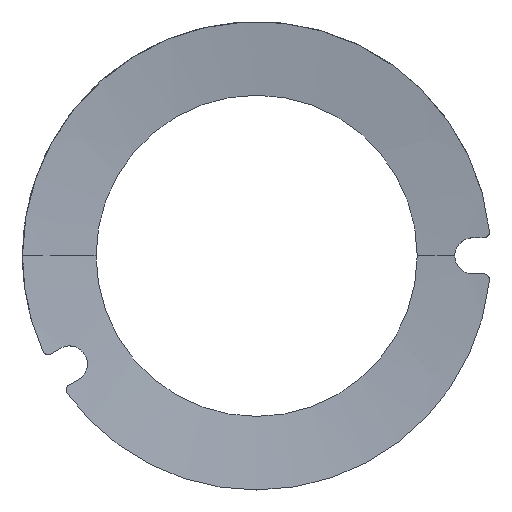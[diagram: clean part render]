
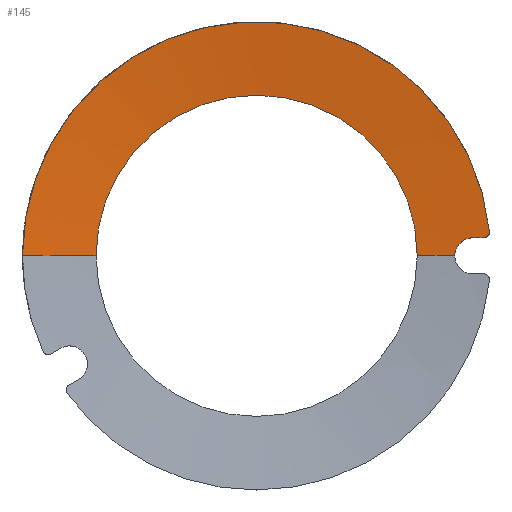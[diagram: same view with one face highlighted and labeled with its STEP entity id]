
A CAD part, front view. The second image highlights one B-rep face of the part: STEP entity #145.
In plain terms, the highlighted spherical face has radius 270.25 mm.
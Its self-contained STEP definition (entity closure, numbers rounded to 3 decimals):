
#6 = DIRECTION ( 'NONE',  ( 0., 0., -1. ) ) ;
#24 = B_SPLINE_CURVE_WITH_KNOTS ( 'NONE', 3,
 ( #486, #475, #181, #175, #310, #418, #190, #303, #370, #540, #647, #725, #438, #652, #665, #136, #603, #148 ),
 .UNSPECIFIED., .F., .F.,
 ( 4, 2, 2, 2, 2, 2, 2, 2, 4 ),
 ( 0.005, 0.005, 0.006, 0.006, 0.007, 0.008, 0.008, 0.009, 0.009 ),
 .UNSPECIFIED. ) ;
#32 = CARTESIAN_POINT ( 'NONE',  ( 26.75, 268.923, 0. ) ) ;
#40 = CIRCLE ( 'NONE', #464, 270.25 ) ;
#45 = SPHERICAL_SURFACE ( 'NONE', #403, 270.25 ) ;
#65 = DIRECTION ( 'NONE',  ( 0., -1., 0. ) ) ;
#71 = CARTESIAN_POINT ( 'NONE',  ( 38.783, 267.421, 4.105 ) ) ;
#87 = VERTEX_POINT ( 'NONE', #105 ) ;
#104 = DIRECTION ( 'NONE',  ( 0., 0., -1. ) ) ;
#105 = CARTESIAN_POINT ( 'NONE',  ( -39., 267.421, 0. ) ) ;
#114 = CARTESIAN_POINT ( 'NONE',  ( 0., 0., 0. ) ) ;
#123 = EDGE_CURVE ( 'NONE', #708, #616, #337, .T. ) ;
#124 = ORIENTED_EDGE ( 'NONE', *, *, #551, .F. ) ;
#136 = CARTESIAN_POINT ( 'NONE',  ( 35.606, 267.878, 2.98 ) ) ;
#141 = DIRECTION ( 'NONE',  ( 0., -1., 0. ) ) ;
#145 = ADVANCED_FACE ( 'NONE', ( #348 ), #45, .F. ) ;
#148 = CARTESIAN_POINT ( 'NONE',  ( 36., 267.825, 3. ) ) ;
#175 = CARTESIAN_POINT ( 'NONE',  ( 33.097, 268.215, 0.782 ) ) ;
#176 = VERTEX_POINT ( 'NONE', #481 ) ;
#181 = CARTESIAN_POINT ( 'NONE',  ( 33.02, 268.225, 0.396 ) ) ;
#182 = VERTEX_POINT ( 'NONE', #236 ) ;
#185 = CARTESIAN_POINT ( 'NONE',  ( 37.789, 267.578, 3. ) ) ;
#190 = CARTESIAN_POINT ( 'NONE',  ( 33.4, 268.174, 1.509 ) ) ;
#193 = EDGE_CURVE ( 'NONE', #616, #221, #472, .T. ) ;
#199 = EDGE_LOOP ( 'NONE', ( #124, #314, #308, #597, #666, #643, #750, #657 ) ) ;
#221 = VERTEX_POINT ( 'NONE', #251 ) ;
#230 = AXIS2_PLACEMENT_3D ( 'NONE', #511, #141, #668 ) ;
#236 = CARTESIAN_POINT ( 'NONE',  ( 33., 268.228, 0. ) ) ;
#241 = DIRECTION ( 'NONE',  ( 0., 0., -1. ) ) ;
#251 = CARTESIAN_POINT ( 'NONE',  ( 38.783, 267.421, 4.105 ) ) ;
#253 = EDGE_CURVE ( 'NONE', #182, #708, #24, .T. ) ;
#262 = CIRCLE ( 'NONE', #762, 26.75 ) ;
#286 = CARTESIAN_POINT ( 'NONE',  ( 0., 0., 0. ) ) ;
#298 = CARTESIAN_POINT ( 'NONE',  ( 37.929, 267.558, 3. ) ) ;
#303 = CARTESIAN_POINT ( 'NONE',  ( 33.618, 268.145, 1.834 ) ) ;
#308 = ORIENTED_EDGE ( 'NONE', *, *, #328, .F. ) ;
#310 = CARTESIAN_POINT ( 'NONE',  ( 33.154, 268.207, 0.97 ) ) ;
#314 = ORIENTED_EDGE ( 'NONE', *, *, #697, .F. ) ;
#319 = CIRCLE ( 'NONE', #383, 39. ) ;
#326 = DIRECTION ( 'NONE',  ( 1., 0., 0. ) ) ;
#328 = EDGE_CURVE ( 'NONE', #553, #176, #560, .T. ) ;
#337 = CIRCLE ( 'NONE', #609, 270.233 ) ;
#348 = FACE_OUTER_BOUND ( 'NONE', #199, .T. ) ;
#357 = DIRECTION ( 'NONE',  ( -1., 0., 0. ) ) ;
#358 = CARTESIAN_POINT ( 'NONE',  ( 38.437, 267.483, 3.226 ) ) ;
#365 = CARTESIAN_POINT ( 'NONE',  ( 38.783, 267.425, 3.822 ) ) ;
#370 = CARTESIAN_POINT ( 'NONE',  ( 33.742, 268.128, 1.986 ) ) ;
#373 = CARTESIAN_POINT ( 'NONE',  ( 38.624, 267.454, 3.432 ) ) ;
#378 = EDGE_CURVE ( 'NONE', #221, #87, #319, .T. ) ;
#383 = AXIS2_PLACEMENT_3D ( 'NONE', #426, #466, #6 ) ;
#403 = AXIS2_PLACEMENT_3D ( 'NONE', #286, #753, #521 ) ;
#417 = DIRECTION ( 'NONE',  ( 0., 0., -1. ) ) ;
#418 = CARTESIAN_POINT ( 'NONE',  ( 33.305, 268.187, 1.333 ) ) ;
#426 = CARTESIAN_POINT ( 'NONE',  ( 0., 267.421, 0. ) ) ;
#429 = VERTEX_POINT ( 'NONE', #478 ) ;
#438 = CARTESIAN_POINT ( 'NONE',  ( 34.674, 268.003, 2.698 ) ) ;
#464 = AXIS2_PLACEMENT_3D ( 'NONE', #500, #739, #326 ) ;
#466 = DIRECTION ( 'NONE',  ( 0., -1., 0. ) ) ;
#470 = CARTESIAN_POINT ( 'NONE',  ( 38.798, 267.421, 3.964 ) ) ;
#472 = B_SPLINE_CURVE_WITH_KNOTS ( 'NONE', 3,
 ( #185, #298, #490, #656, #358, #373, #530, #365, #470, #71 ),
 .UNSPECIFIED., .F., .F.,
 ( 4, 2, 2, 2, 4 ),
 ( 0., 0., 0.001, 0.001, 0.002 ),
 .UNSPECIFIED. ) ;
#474 = CARTESIAN_POINT ( 'NONE',  ( 37.789, 267.578, 3. ) ) ;
#475 = CARTESIAN_POINT ( 'NONE',  ( 33., 268.228, 0.196 ) ) ;
#478 = CARTESIAN_POINT ( 'NONE',  ( -26.75, 268.923, 0. ) ) ;
#480 = CARTESIAN_POINT ( 'NONE',  ( 0., 268.923, 0. ) ) ;
#481 = CARTESIAN_POINT ( 'NONE',  ( 0., 268.923, 26.75 ) ) ;
#486 = CARTESIAN_POINT ( 'NONE',  ( 33., 268.228, 0. ) ) ;
#490 = CARTESIAN_POINT ( 'NONE',  ( 38.067, 267.538, 3.029 ) ) ;
#500 = CARTESIAN_POINT ( 'NONE',  ( 0., 0., 0. ) ) ;
#511 = CARTESIAN_POINT ( 'NONE',  ( 0., 268.923, 0. ) ) ;
#521 = DIRECTION ( 'NONE',  ( 1., 0., 0. ) ) ;
#525 = AXIS2_PLACEMENT_3D ( 'NONE', #114, #241, #357 ) ;
#530 = CARTESIAN_POINT ( 'NONE',  ( 38.696, 267.442, 3.556 ) ) ;
#540 = CARTESIAN_POINT ( 'NONE',  ( 34.023, 268.09, 2.265 ) ) ;
#551 = EDGE_CURVE ( 'NONE', #429, #87, #40, .T. ) ;
#553 = VERTEX_POINT ( 'NONE', #32 ) ;
#560 = CIRCLE ( 'NONE', #230, 26.75 ) ;
#570 = DIRECTION ( 'NONE',  ( -1., 0., 0. ) ) ;
#587 = CARTESIAN_POINT ( 'NONE',  ( 36., 267.825, 3. ) ) ;
#597 = ORIENTED_EDGE ( 'NONE', *, *, #701, .T. ) ;
#603 = CARTESIAN_POINT ( 'NONE',  ( 35.803, 267.851, 3. ) ) ;
#609 = AXIS2_PLACEMENT_3D ( 'NONE', #755, #104, #570 ) ;
#616 = VERTEX_POINT ( 'NONE', #474 ) ;
#643 = ORIENTED_EDGE ( 'NONE', *, *, #123, .T. ) ;
#647 = CARTESIAN_POINT ( 'NONE',  ( 34.175, 268.07, 2.389 ) ) ;
#652 = CARTESIAN_POINT ( 'NONE',  ( 35.037, 267.954, 2.848 ) ) ;
#656 = CARTESIAN_POINT ( 'NONE',  ( 38.321, 267.501, 3.142 ) ) ;
#657 = ORIENTED_EDGE ( 'NONE', *, *, #378, .T. ) ;
#665 = CARTESIAN_POINT ( 'NONE',  ( 35.223, 267.929, 2.904 ) ) ;
#666 = ORIENTED_EDGE ( 'NONE', *, *, #253, .T. ) ;
#668 = DIRECTION ( 'NONE',  ( 0., 0., -1. ) ) ;
#692 = CIRCLE ( 'NONE', #525, 270.25 ) ;
#697 = EDGE_CURVE ( 'NONE', #176, #429, #262, .T. ) ;
#701 = EDGE_CURVE ( 'NONE', #553, #182, #692, .T. ) ;
#708 = VERTEX_POINT ( 'NONE', #587 ) ;
#725 = CARTESIAN_POINT ( 'NONE',  ( 34.499, 268.026, 2.605 ) ) ;
#739 = DIRECTION ( 'NONE',  ( 0., 0., 1. ) ) ;
#750 = ORIENTED_EDGE ( 'NONE', *, *, #193, .T. ) ;
#753 = DIRECTION ( 'NONE',  ( 0., 0., 1. ) ) ;
#755 = CARTESIAN_POINT ( 'NONE',  ( 0., 0., 3. ) ) ;
#762 = AXIS2_PLACEMENT_3D ( 'NONE', #480, #65, #417 ) ;
